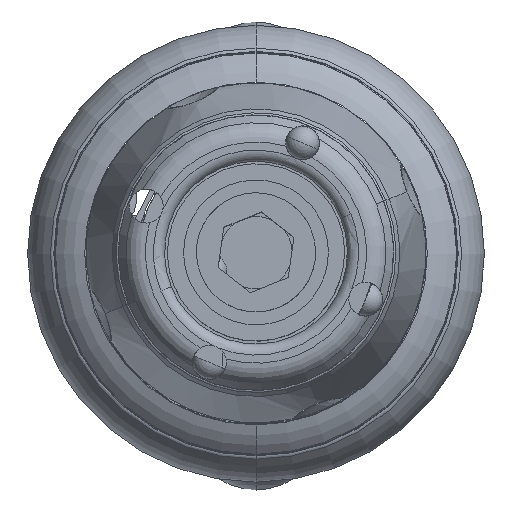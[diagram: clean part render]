
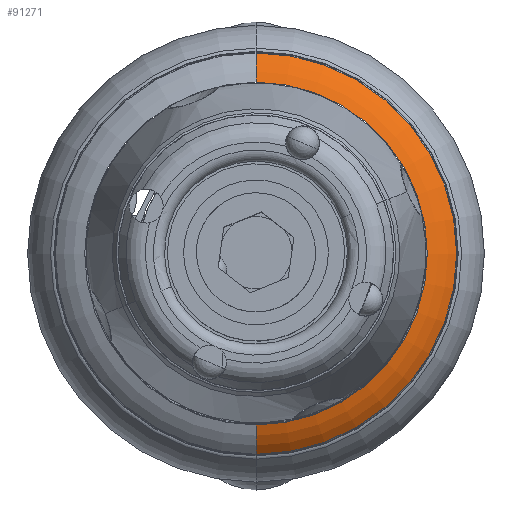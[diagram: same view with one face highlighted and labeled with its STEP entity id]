
A CAD part, top view. The second image highlights one B-rep face of the part: STEP entity #91271.
In plain terms, the highlighted toroidal (fillet/blend) face has major radius 13.726 mm and minor radius 6 mm.
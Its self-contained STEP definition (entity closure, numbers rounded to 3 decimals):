
#91194=CARTESIAN_POINT('',(0.,0.,59.951));
#91195=DIRECTION('',(0.,0.,-1.));
#91196=DIRECTION('',(0.,1.,0.));
#91197=AXIS2_PLACEMENT_3D('',#91194,#91195,#91196);
#91199=CARTESIAN_POINT('',(0.,0.,61.515));
#91200=DIRECTION('',(0.,0.,1.));
#91201=DIRECTION('',(0.,-1.,0.));
#91202=AXIS2_PLACEMENT_3D('',#91199,#91200,#91201);
#91204=CARTESIAN_POINT('',(0.,13.727,55.747));
#91205=DIRECTION('',(1.,0.,0.));
#91206=DIRECTION('',(0.,0.713,0.701));
#91207=AXIS2_PLACEMENT_3D('',#91204,#91205,#91206);
#91214=CARTESIAN_POINT('',(0.,-13.727,55.747));
#91215=DIRECTION('',(-1.,0.,0.));
#91216=DIRECTION('',(0.,-0.713,0.701));
#91217=AXIS2_PLACEMENT_3D('',#91214,#91215,#91216);
#91244=CARTESIAN_POINT('',(0.,18.007,59.951));
#91245=CARTESIAN_POINT('',(0.,-18.007,59.951));
#91246=VERTEX_POINT('',#91244);
#91247=VERTEX_POINT('',#91245);
#91252=CARTESIAN_POINT('',(0.,15.378,61.515));
#91253=VERTEX_POINT('',#91252);
#91254=CARTESIAN_POINT('',(0.,-15.378,61.515));
#91255=VERTEX_POINT('',#91254);
#91256=CARTESIAN_POINT('',(0.,0.,55.747));
#91257=DIRECTION('',(0.,0.,-1.));
#91258=DIRECTION('',(0.,-1.,0.));
#91259=AXIS2_PLACEMENT_3D('',#91256,#91257,#91258);
#91260=TOROIDAL_SURFACE('',#91259,13.727,6.);
#91262=ORIENTED_EDGE('',*,*,#91261,.F.);
#91264=ORIENTED_EDGE('',*,*,#91263,.T.);
#91266=ORIENTED_EDGE('',*,*,#91265,.T.);
#91268=ORIENTED_EDGE('',*,*,#91267,.T.);
#91269=EDGE_LOOP('',(#91262,#91264,#91266,#91268));
#91270=FACE_OUTER_BOUND('',#91269,.F.);
#91271=ADVANCED_FACE('',(#91270),#91260,.T.);
#91198=CIRCLE('',#91197,18.007);
#91203=CIRCLE('',#91202,15.378);
#91208=CIRCLE('',#91207,6.);
#91218=CIRCLE('',#91217,6.);
#91261=EDGE_CURVE('',#91246,#91253,#91208,.T.);
#91263=EDGE_CURVE('',#91246,#91247,#91198,.T.);
#91265=EDGE_CURVE('',#91247,#91255,#91218,.T.);
#91267=EDGE_CURVE('',#91255,#91253,#91203,.T.);
